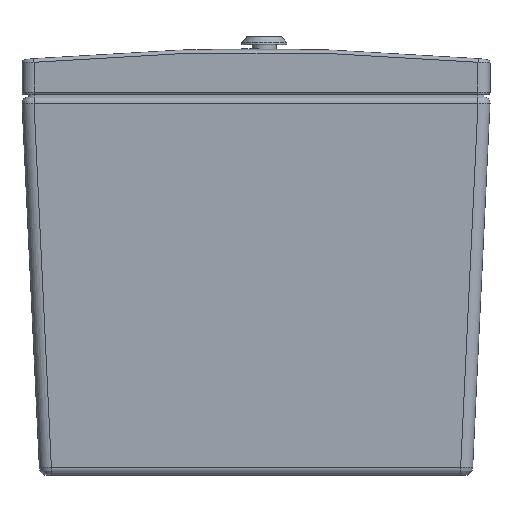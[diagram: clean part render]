
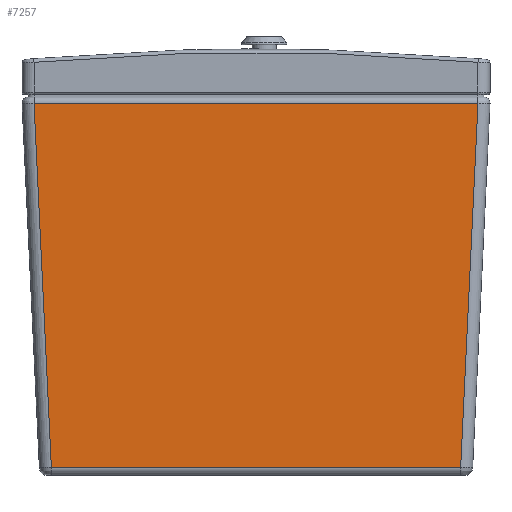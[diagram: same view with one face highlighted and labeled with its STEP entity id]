
A CAD part, front view. The second image highlights one B-rep face of the part: STEP entity #7257.
In plain terms, the highlighted planar face has unit normal (0, -1, -0.022).
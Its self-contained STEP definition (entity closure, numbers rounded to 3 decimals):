
#6356=CARTESIAN_POINT('',(-37.326,-143.924,319.889));
#6357=VERTEX_POINT('',#6356);
#6431=CARTESIAN_POINT('',(332.187,-143.924,319.889));
#6432=VERTEX_POINT('',#6431);
#6442=CARTESIAN_POINT('',(-37.326,-143.924,319.889));
#6443=DIRECTION('',(1.0,0.0,0.0));
#6444=VECTOR('',#6443,369.513);
#6445=LINE('',#6442,#6444);
#6446=EDGE_CURVE('',#6357,#6432,#6445,.T.);
#7184=CARTESIAN_POINT('',(317.756,-137.19,16.844));
#7185=VERTEX_POINT('',#7184);
#7186=CARTESIAN_POINT('',(317.756,-137.19,16.844));
#7187=CARTESIAN_POINT('',(322.567,-139.435,117.859));
#7188=CARTESIAN_POINT('',(327.377,-141.679,218.874));
#7189=CARTESIAN_POINT('',(332.187,-143.924,319.889));
#7190=B_SPLINE_CURVE_WITH_KNOTS('',3,(#7186,#7187,#7188,#7189),.UNSPECIFIED.,.F.,.U.,(4,4),(0.022,0.984),.UNSPECIFIED.);
#7191=EDGE_CURVE('',#7185,#6432,#7190,.T.);
#7234=CARTESIAN_POINT('',(-22.57,-137.038,10.0));
#7235=DIRECTION('',(0.,-1.,-0.022));
#7236=DIRECTION('',(0.0,0.022,-1.));
#7237=AXIS2_PLACEMENT_3D('',#7234,#7235,#7236);
#7238=PLANE('',#7237);
#7239=ORIENTED_EDGE('',*,*,#6446,.F.);
#7240=CARTESIAN_POINT('',(-22.895,-137.19,16.844));
#7241=VERTEX_POINT('',#7240);
#7242=CARTESIAN_POINT('',(-22.895,-137.19,16.844));
#7243=DIRECTION('',(-0.048,-0.022,0.999));
#7244=VECTOR('',#7243,303.463);
#7245=LINE('',#7242,#7244);
#7246=EDGE_CURVE('',#7241,#6357,#7245,.T.);
#7247=ORIENTED_EDGE('',*,*,#7246,.F.);
#7248=CARTESIAN_POINT('',(317.756,-137.19,16.844));
#7249=DIRECTION('',(-1.0,0.0,0.0));
#7250=VECTOR('',#7249,340.652);
#7251=LINE('',#7248,#7250);
#7252=EDGE_CURVE('',#7185,#7241,#7251,.T.);
#7253=ORIENTED_EDGE('',*,*,#7252,.F.);
#7254=ORIENTED_EDGE('',*,*,#7191,.T.);
#7255=EDGE_LOOP('',(#7239,#7247,#7253,#7254));
#7256=FACE_OUTER_BOUND('',#7255,.T.);
#7257=ADVANCED_FACE('',(#7256),#7238,.T.);
